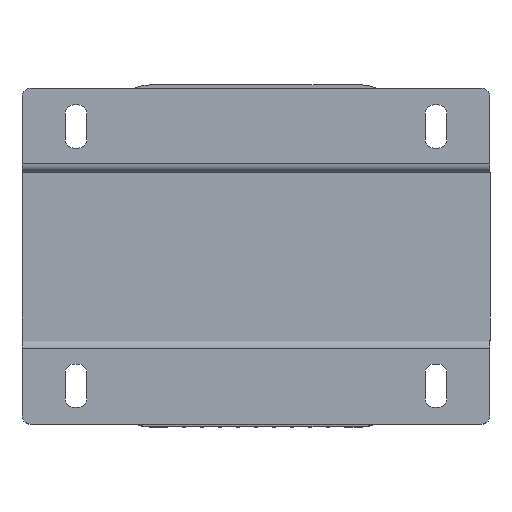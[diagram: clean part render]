
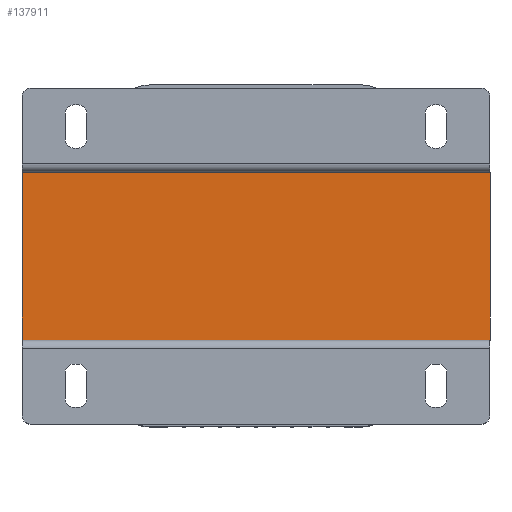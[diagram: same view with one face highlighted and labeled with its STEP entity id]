
A CAD part, top view. The second image highlights one B-rep face of the part: STEP entity #137911.
In plain terms, the highlighted planar face has unit normal (0, 0, 1).
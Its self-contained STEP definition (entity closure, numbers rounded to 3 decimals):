
#6480=FACE_OUTER_BOUND('',#13602,.T.);
#13602=EDGE_LOOP('',(#85967,#85968,#85969,#85970));
#21017=LINE('',#185233,#36996);
#21049=LINE('',#185313,#37028);
#21050=LINE('',#185315,#37029);
#21051=LINE('',#185316,#37030);
#36996=VECTOR('',#153319,1.);
#37028=VECTOR('',#153393,1.);
#37029=VECTOR('',#153394,1.);
#37030=VECTOR('',#153395,1.);
#52975=VERTEX_POINT('',#185231);
#52976=VERTEX_POINT('',#185232);
#53003=VERTEX_POINT('',#185312);
#53004=VERTEX_POINT('',#185314);
#65972=EDGE_CURVE('',#52975,#52976,#21017,.T.);
#66012=EDGE_CURVE('',#53003,#52976,#21049,.T.);
#66013=EDGE_CURVE('',#53003,#53004,#21050,.T.);
#66014=EDGE_CURVE('',#53004,#52975,#21051,.T.);
#85967=ORIENTED_EDGE('',*,*,#66012,.F.);
#85968=ORIENTED_EDGE('',*,*,#66013,.T.);
#85969=ORIENTED_EDGE('',*,*,#66014,.T.);
#85970=ORIENTED_EDGE('',*,*,#65972,.T.);
#125758=PLANE('',#145368);
#137911=ADVANCED_FACE('',(#6480),#125758,.T.);
#145368=AXIS2_PLACEMENT_3D('',#185311,#153391,#153392);
#153319=DIRECTION('',(1.,0.,0.));
#153391=DIRECTION('center_axis',(0.,0.,1.));
#153392=DIRECTION('ref_axis',(0.,-1.,0.));
#153393=DIRECTION('',(0.,-1.,0.));
#153394=DIRECTION('',(-1.,0.,0.));
#153395=DIRECTION('',(0.,-1.,0.));
#185231=CARTESIAN_POINT('',(490.1,-38.222,113.5));
#185232=CARTESIAN_POINT('',(685.1,-38.222,113.5));
#185233=CARTESIAN_POINT('',(685.1,-38.222,113.5));
#185311=CARTESIAN_POINT('Origin',(490.1,31.778,113.5));
#185312=CARTESIAN_POINT('',(685.1,31.778,113.5));
#185313=CARTESIAN_POINT('',(685.1,31.778,113.5));
#185314=CARTESIAN_POINT('',(490.1,31.778,113.5));
#185315=CARTESIAN_POINT('',(685.1,31.778,113.5));
#185316=CARTESIAN_POINT('',(490.1,31.778,113.5));
